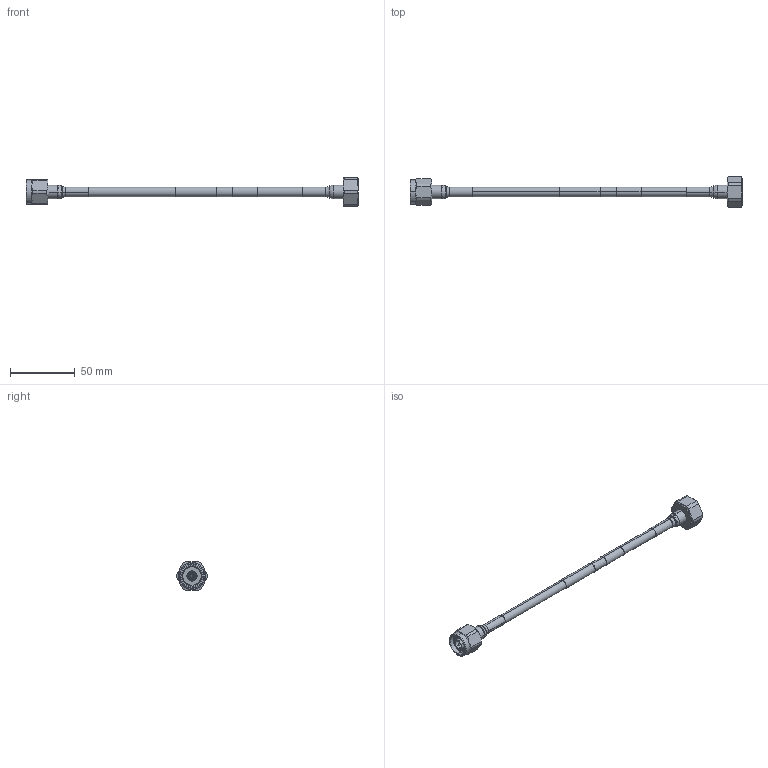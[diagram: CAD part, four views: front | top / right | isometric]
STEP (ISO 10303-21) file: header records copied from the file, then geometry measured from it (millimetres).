
FILE_DESCRIPTION (( 'STEP AP214' ), '1' );
FILE_NAME ('FMCA1315_3D.step', '2025-07-24T19:31:29', ( '' ), ( '' ), 'SwSTEP 2.0', 'SolidWorks 2022', '' );
FILE_SCHEMA (( 'AUTOMOTIVE_DESIGN' ));
Length unit declared in the file: inch
Products named in the file (9): Coax Cable^FMCA1315_LABEL+PE PIM; FMCA1315_3D; Copy of PE45427 Contact^FMCN1442; Heat Shrink^FMCA1315_Config 1; FMCN1442; Copy of Gasket^FMCN1442; Copy of PE45427 BODY^FMCN1442; FMCN1436; Copy of Insulation^FMCN1442
Assembly tree (9 placements, depth 3):
  FMCA1315_3D
    Coax Cable^FMCA1315_LABEL+PE PIM
    FMCN1442
      Copy of PE45427 BODY^FMCN1442
      Copy of PE45427 Contact^FMCN1442
      Copy of Insulation^FMCN1442
      Copy of Gasket^FMCN1442
    FMCN1436
    Heat Shrink^FMCA1315_Config 1  x2
Bounding box: 257.16 x 23.98 x 22 mm (x, y, z)
Volume: 17142.2 mm3; surface area: 15690.6 mm2
Topology: 11 solids, 11 shells, 272 faces, 601 edges, 366 vertices
Faces by surface type: cylinder 130, cone 59, plane 56, torus 24, bspline 3
Entity records: 9176 total; most frequent: CARTESIAN_POINT 3028, DIRECTION 1268, ORIENTED_EDGE 1110, EDGE_CURVE 555, AXIS2_PLACEMENT_3D 537, VERTEX_POINT 342, EDGE_LOOP 289, CIRCLE 277
